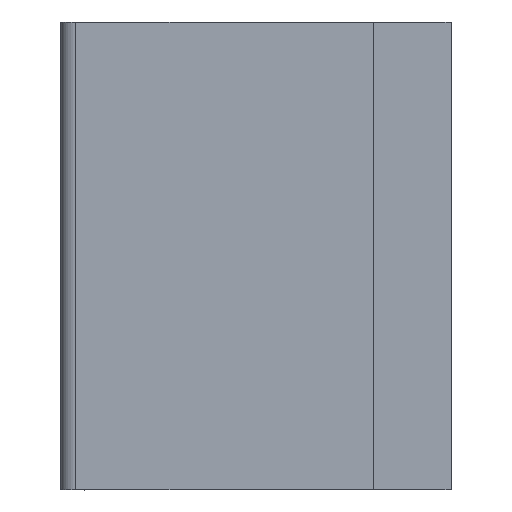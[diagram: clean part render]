
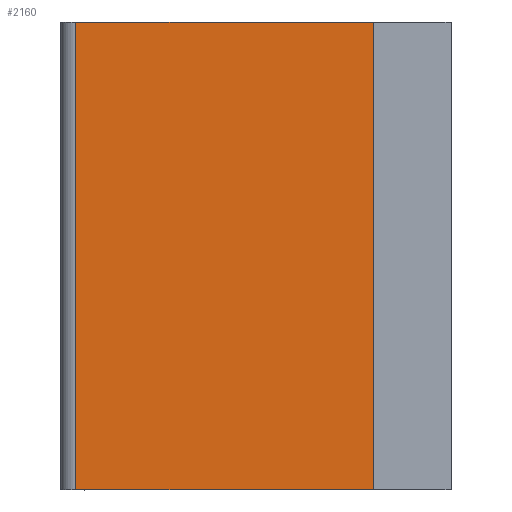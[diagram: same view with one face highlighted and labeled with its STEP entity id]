
A CAD part, left-side view. The second image highlights one B-rep face of the part: STEP entity #2160.
In plain terms, the highlighted planar face has unit normal (-1, 0, 0).
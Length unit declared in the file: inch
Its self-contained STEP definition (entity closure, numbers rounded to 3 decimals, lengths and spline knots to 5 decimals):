
#144 = ORIENTED_EDGE ( 'NONE', *, *, #6749, .T. ) ;
#218 = VECTOR ( 'NONE', #5809, 39.37008 ) ;
#397 = VECTOR ( 'NONE', #6247, 39.37008 ) ;
#449 = VERTEX_POINT ( 'NONE', #4365 ) ;
#507 = ORIENTED_EDGE ( 'NONE', *, *, #5889, .T. ) ;
#632 = CARTESIAN_POINT ( 'NONE',  ( -0.9375, 0.566, -0.9375 ) ) ;
#1461 = PLANE ( 'NONE',  #6681 ) ;
#1485 = VERTEX_POINT ( 'NONE', #5911 ) ;
#1503 = CARTESIAN_POINT ( 'NONE',  ( -0.9375, -0.625, -1.48671 ) ) ;
#1843 = CARTESIAN_POINT ( 'NONE',  ( -0.9375, 0.566, 0.9375 ) ) ;
#2160 = ADVANCED_FACE ( 'NONE', ( #5726 ), #1461, .F. ) ;
#2800 = DIRECTION ( 'NONE',  ( 0., 0., -1. ) ) ;
#3127 = VECTOR ( 'NONE', #2800, 39.37008 ) ;
#3362 = ORIENTED_EDGE ( 'NONE', *, *, #4921, .F. ) ;
#3389 = VERTEX_POINT ( 'NONE', #3452 ) ;
#3452 = CARTESIAN_POINT ( 'NONE',  ( -0.9375, -0.625, -0.9375 ) ) ;
#3505 = EDGE_CURVE ( 'NONE', #3389, #449, #4656, .T. ) ;
#3902 = CARTESIAN_POINT ( 'NONE',  ( -0.9375, 0., 0.9375 ) ) ;
#4078 = CARTESIAN_POINT ( 'NONE',  ( -0.9375, 0., -0.9375 ) ) ;
#4193 = LINE ( 'NONE', #6946, #397 ) ;
#4365 = CARTESIAN_POINT ( 'NONE',  ( -0.9375, -0.625, 0.9375 ) ) ;
#4656 = LINE ( 'NONE', #1503, #218 ) ;
#4921 = EDGE_CURVE ( 'NONE', #3389, #1485, #4193, .T. ) ;
#5004 = DIRECTION ( 'NONE',  ( 0., 1., 0. ) ) ;
#5410 = EDGE_LOOP ( 'NONE', ( #144, #507, #3362, #5580 ) ) ;
#5558 = LINE ( 'NONE', #632, #3127 ) ;
#5580 = ORIENTED_EDGE ( 'NONE', *, *, #3505, .T. ) ;
#5669 = VECTOR ( 'NONE', #5004, 39.37008 ) ;
#5726 = FACE_OUTER_BOUND ( 'NONE', #5410, .T. ) ;
#5799 = DIRECTION ( 'NONE',  ( 0., 0., -1. ) ) ;
#5809 = DIRECTION ( 'NONE',  ( 0., 0., 1. ) ) ;
#5889 = EDGE_CURVE ( 'NONE', #5976, #1485, #5558, .T. ) ;
#5911 = CARTESIAN_POINT ( 'NONE',  ( -0.9375, 0.566, -0.9375 ) ) ;
#5976 = VERTEX_POINT ( 'NONE', #1843 ) ;
#6247 = DIRECTION ( 'NONE',  ( 0., 1., 0. ) ) ;
#6374 = DIRECTION ( 'NONE',  ( 1., 0., 0. ) ) ;
#6516 = LINE ( 'NONE', #3902, #5669 ) ;
#6681 = AXIS2_PLACEMENT_3D ( 'NONE', #4078, #6374, #5799 ) ;
#6749 = EDGE_CURVE ( 'NONE', #449, #5976, #6516, .T. ) ;
#6946 = CARTESIAN_POINT ( 'NONE',  ( -0.9375, 0., -0.9375 ) ) ;
